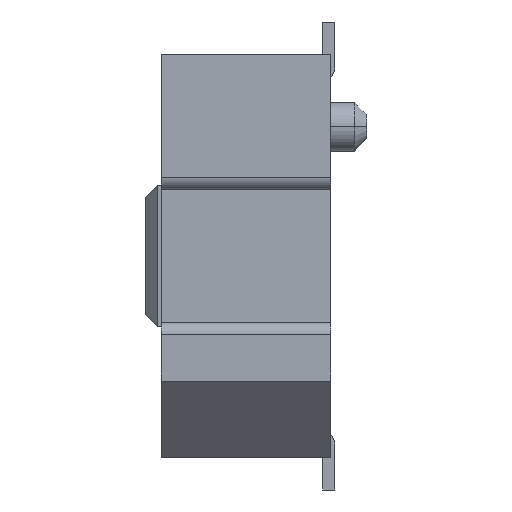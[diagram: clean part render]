
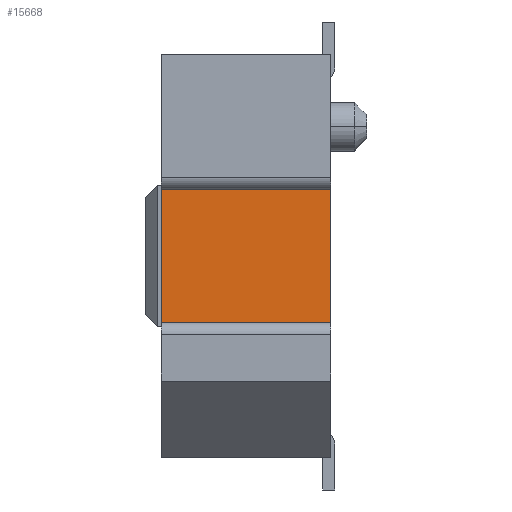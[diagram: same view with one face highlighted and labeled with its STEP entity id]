
A CAD part, left-side view. The second image highlights one B-rep face of the part: STEP entity #15668.
In plain terms, the highlighted planar face has unit normal (-1, 0, 0).
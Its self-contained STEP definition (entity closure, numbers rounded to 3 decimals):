
#906=DIRECTION('',(0.,-1.,0.));
#907=VECTOR('',#906,2.1);
#908=CARTESIAN_POINT('',(-5.2,2.1,-0.825));
#909=LINE('',#908,#907);
#914=DIRECTION('',(0.,0.,-1.));
#915=VECTOR('',#914,1.65);
#916=CARTESIAN_POINT('',(-5.2,0.,0.825));
#917=LINE('',#916,#915);
#918=DIRECTION('',(0.,0.,1.));
#919=VECTOR('',#918,1.65);
#920=CARTESIAN_POINT('',(-5.2,2.1,-0.825));
#921=LINE('',#920,#919);
#922=DIRECTION('',(0.,1.,0.));
#923=VECTOR('',#922,2.1);
#924=CARTESIAN_POINT('',(-5.2,0.,0.825));
#925=LINE('',#924,#923);
#11485=CARTESIAN_POINT('',(-5.2,0.,0.825));
#11486=VERTEX_POINT('',#11485);
#11487=CARTESIAN_POINT('',(-5.2,0.,-0.825));
#11488=VERTEX_POINT('',#11487);
#12431=CARTESIAN_POINT('',(-5.2,2.1,0.825));
#12432=VERTEX_POINT('',#12431);
#12433=CARTESIAN_POINT('',(-5.2,2.1,-0.825));
#12434=VERTEX_POINT('',#12433);
#15656=CARTESIAN_POINT('',(-5.2,1.05,0.));
#15657=DIRECTION('',(1.,0.,0.));
#15658=DIRECTION('',(0.,0.,-1.));
#15659=AXIS2_PLACEMENT_3D('',#15656,#15657,#15658);
#15660=PLANE('',#15659);
#15661=ORIENTED_EDGE('',*,*,#15590,.T.);
#15662=ORIENTED_EDGE('',*,*,#15649,.F.);
#15663=ORIENTED_EDGE('',*,*,#15461,.T.);
#15665=ORIENTED_EDGE('',*,*,#15664,.F.);
#15666=EDGE_LOOP('',(#15661,#15662,#15663,#15665));
#15667=FACE_OUTER_BOUND('',#15666,.F.);
#15668=ADVANCED_FACE('',(#15667),#15660,.F.);
#15461=EDGE_CURVE('',#12434,#12432,#921,.T.);
#15590=EDGE_CURVE('',#11486,#11488,#917,.T.);
#15649=EDGE_CURVE('',#12434,#11488,#909,.T.);
#15664=EDGE_CURVE('',#11486,#12432,#925,.T.);
